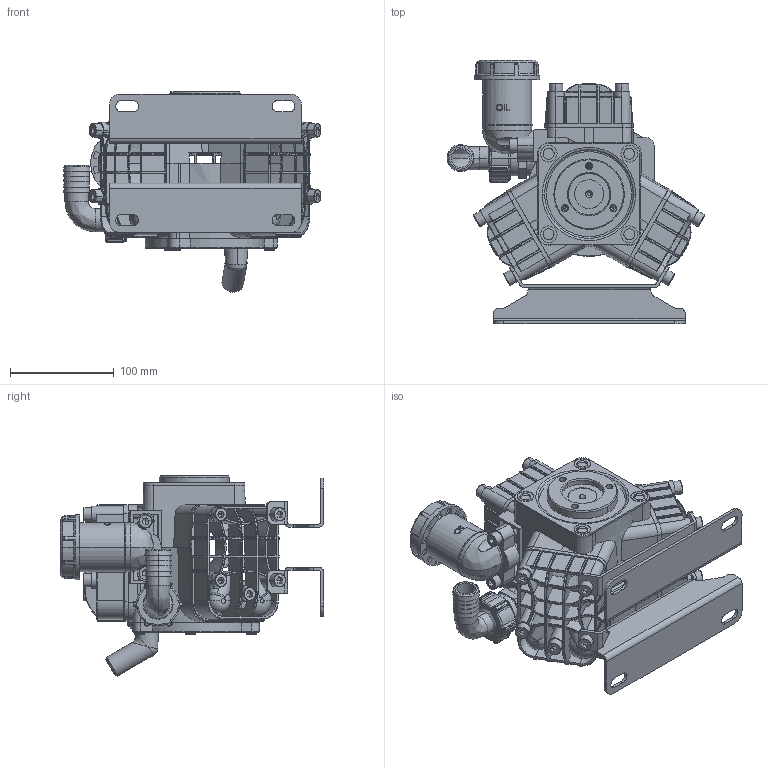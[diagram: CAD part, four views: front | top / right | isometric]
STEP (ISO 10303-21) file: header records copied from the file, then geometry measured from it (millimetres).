
FILE_DESCRIPTION (( 'STEP AP214' ), '1' );
FILE_NAME ('9915-D303.STEP', '2021-09-14T20:00:16', ( '' ), ( '' ), 'SwSTEP 2.0', 'SolidWorks 2017', '' );
FILE_SCHEMA (( 'AUTOMOTIVE_DESIGN' ));
Length unit declared in the file: inch
Products named in the file (2): 9915-D303
Bounding box: 248.74 x 254.51 x 193.58 mm (x, y, z)
Surface area: 387084.9 mm2 (no closed solid volume)
Topology: 0 solids, 53 shells, 2572 faces, 7869 edges, 5096 vertices
Faces by surface type: cylinder 876, plane 860, bspline 377, torus 316, cone 143
Entity records: 142404 total; most frequent: CARTESIAN_POINT 80071, ORIENTED_EDGE 13683, DIRECTION 10868, EDGE_CURVE 7769, VERTEX_POINT 5096, AXIS2_PLACEMENT_3D 3873, LINE 3122, VECTOR 3122
